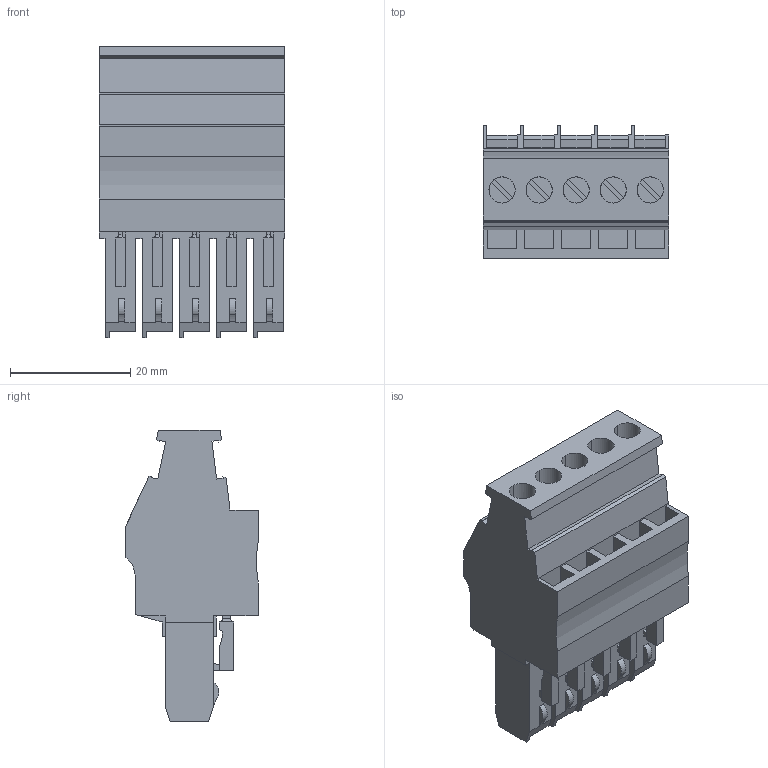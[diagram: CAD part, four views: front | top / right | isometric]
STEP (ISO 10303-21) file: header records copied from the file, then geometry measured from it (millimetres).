
FILE_DESCRIPTION(('Creo Elements/Direct Modeling STEP Export'),'2;1');
FILE_NAME('model.stp','2019-03-21T 0:24:57',(''),(''),'Creo Elements/Direct Modeling STEP processor for AP214 (Solid Model)','Creo Elements/Direct Modeling 20.1A 29-Sep-2018 (C) Parametric Technology GmbH','');
FILE_SCHEMA(('AUTOMOTIVE_DESIGN { 1 0 10303 214 1 1 1 1 }'));
Length unit declared in the file: millimetre
Products named in the file (2): UPBV_4_5-select
Assembly tree (1 placements, depth 2):
  UPBV_4_5-select
    UPBV_4_5-select
Bounding box: 30.75 x 22 x 48.48 mm (x, y, z)
Volume: 15745.6 mm3; surface area: 10481.8 mm2
Topology: 1 solids, 1 shells, 739 faces, 2031 edges, 1314 vertices
Faces by surface type: plane 523, cylinder 176, bspline 40
Entity records: 37461 total; most frequent: CARTESIAN_POINT 12474, ORIENTED_EDGE 4062, DIRECTION 3768, EDGE_CURVE 2031, VECTOR 1592, LINE 1592, VERTEX_POINT 1314, AXIS2_PLACEMENT_3D 1088
